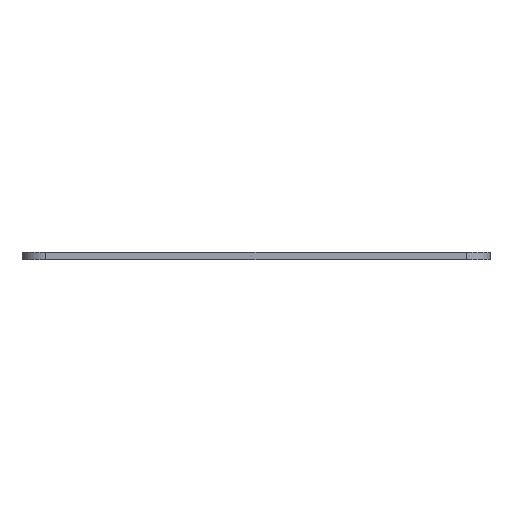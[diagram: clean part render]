
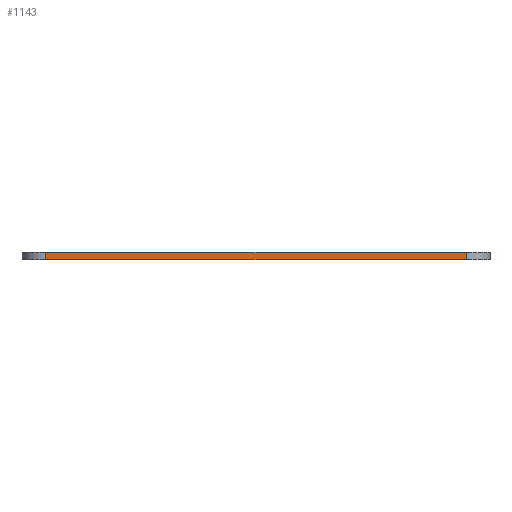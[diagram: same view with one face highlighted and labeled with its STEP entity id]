
A CAD part, front view. The second image highlights one B-rep face of the part: STEP entity #1143.
In plain terms, the highlighted planar face has unit normal (0, -1, 0).
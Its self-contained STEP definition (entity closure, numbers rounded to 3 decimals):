
#61=PLANE('',#1265);
#117=FACE_OUTER_BOUND('',#184,.T.);
#184=EDGE_LOOP('',(#993,#994,#995,#996));
#201=LINE('',#1605,#311);
#206=LINE('',#1617,#316);
#234=LINE('',#1724,#344);
#303=LINE('',#1910,#413);
#311=VECTOR('',#1277,10.);
#316=VECTOR('',#1288,10.);
#344=VECTOR('',#1370,10.);
#413=VECTOR('',#1581,10.);
#474=VERTEX_POINT('',#1602);
#475=VERTEX_POINT('',#1604);
#479=VERTEX_POINT('',#1616);
#530=VERTEX_POINT('',#1720);
#582=EDGE_CURVE('',#474,#475,#201,.T.);
#588=EDGE_CURVE('',#475,#479,#206,.T.);
#642=EDGE_CURVE('',#479,#530,#234,.T.);
#735=EDGE_CURVE('',#530,#474,#303,.T.);
#993=ORIENTED_EDGE('',*,*,#582,.F.);
#994=ORIENTED_EDGE('',*,*,#735,.F.);
#995=ORIENTED_EDGE('',*,*,#642,.F.);
#996=ORIENTED_EDGE('',*,*,#588,.F.);
#1143=ADVANCED_FACE('',(#117),#61,.T.);
#1265=AXIS2_PLACEMENT_3D('',#1909,#1579,#1580);
#1277=DIRECTION('',(0.,0.,-1.));
#1288=DIRECTION('',(-1.,0.,0.));
#1370=DIRECTION('',(0.,0.,1.));
#1579=DIRECTION('center_axis',(0.,-1.,0.));
#1580=DIRECTION('ref_axis',(1.,0.,0.));
#1581=DIRECTION('',(1.,0.,0.));
#1602=CARTESIAN_POINT('',(82.977,-67.928,1.5));
#1604=CARTESIAN_POINT('',(82.977,-67.928,0.));
#1605=CARTESIAN_POINT('',(82.977,-67.928,0.));
#1616=CARTESIAN_POINT('',(-5.823,-67.928,0.));
#1617=CARTESIAN_POINT('',(87.977,-67.928,0.));
#1720=CARTESIAN_POINT('',(-5.823,-67.928,1.5));
#1724=CARTESIAN_POINT('',(-5.823,-67.928,0.));
#1909=CARTESIAN_POINT('Origin',(-10.823,-67.928,0.));
#1910=CARTESIAN_POINT('',(87.977,-67.928,1.5));
